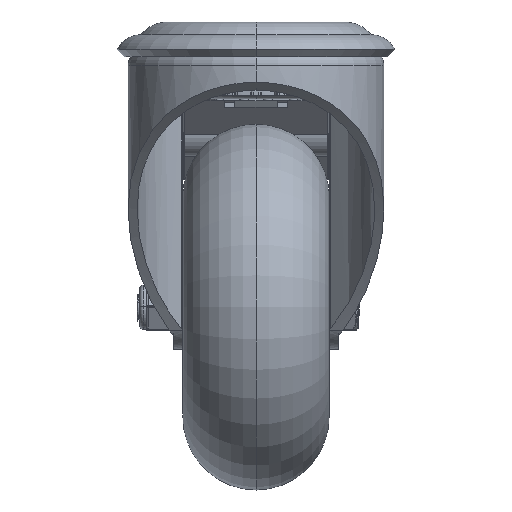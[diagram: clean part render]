
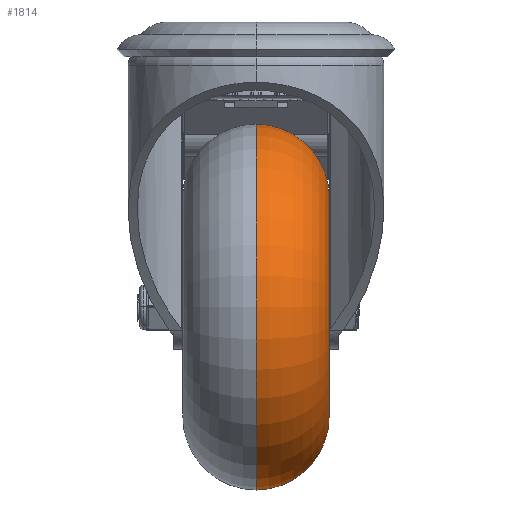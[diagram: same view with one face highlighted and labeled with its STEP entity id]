
A CAD part, left-side view. The second image highlights one B-rep face of the part: STEP entity #1814.
In plain terms, the highlighted toroidal (fillet/blend) face has major radius 30 mm and minor radius 20 mm.
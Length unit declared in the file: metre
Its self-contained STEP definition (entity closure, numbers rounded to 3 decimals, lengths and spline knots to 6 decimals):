
#1814=ADVANCED_FACE('2:10252',(#3468),#3469,.T.);
#3468=FACE_OUTER_BOUND('',#7040,.T.);
#3469=TOROIDAL_SURFACE('',#7041,0.03,0.02);
#7040=EDGE_LOOP('',(#17158,#17159,#17160,#17161));
#7041=AXIS2_PLACEMENT_3D('',#17162,#17163,#17164);
#17158=ORIENTED_EDGE('',*,*,#23721,.F.);
#17159=ORIENTED_EDGE('',*,*,#23720,.F.);
#17160=ORIENTED_EDGE('',*,*,#23722,.T.);
#17161=ORIENTED_EDGE('',*,*,#23718,.F.);
#17162=CARTESIAN_POINT('',(0.,0.,0.));
#17163=DIRECTION('',(0.,1.0,0.));
#17164=DIRECTION('',(0.,0.,-1.0));
#23718=EDGE_CURVE('',#27285,#27288,#27289,.T.);
#23720=EDGE_CURVE('',#27290,#27286,#27292,.T.);
#23721=EDGE_CURVE('',#27286,#27285,#27293,.T.);
#23722=EDGE_CURVE('2:10264',#27290,#27288,#27294,.T.);
#27285=VERTEX_POINT('',#33244);
#27286=VERTEX_POINT('',#33245);
#27288=VERTEX_POINT('',#33247);
#27289=CIRCLE('',#33248,0.02);
#27290=VERTEX_POINT('',#33249);
#27292=CIRCLE('',#33251,0.02);
#27293=CIRCLE('',#33252,0.05);
#27294=CIRCLE('',#33253,0.03);
#33244=CARTESIAN_POINT('',(0.,0.,0.05));
#33245=CARTESIAN_POINT('',(0.,0.,-0.05));
#33247=CARTESIAN_POINT('',(0.,-0.02,0.03));
#33248=AXIS2_PLACEMENT_3D('',#42174,#42175,#42176);
#33249=CARTESIAN_POINT('',(0.,-0.02,-0.03));
#33251=AXIS2_PLACEMENT_3D('',#42180,#42181,#42182);
#33252=AXIS2_PLACEMENT_3D('',#42183,#42184,#42185);
#33253=AXIS2_PLACEMENT_3D('',#42186,#42187,#42188);
#42174=CARTESIAN_POINT('',(0.,0.,0.03));
#42175=DIRECTION('',(1.0,0.,0.));
#42176=DIRECTION('',(0.,0.,1.0));
#42180=CARTESIAN_POINT('',(0.,0.,-0.03));
#42181=DIRECTION('',(1.0,0.,0.));
#42182=DIRECTION('',(0.,0.,-1.0));
#42183=CARTESIAN_POINT('',(0.,0.,0.));
#42184=DIRECTION('',(0.,1.0,0.));
#42185=DIRECTION('',(0.0,0.,1.0));
#42186=CARTESIAN_POINT('',(0.,-0.02,0.));
#42187=DIRECTION('',(0.,1.0,0.));
#42188=DIRECTION('',(0.,0.,-1.0));
